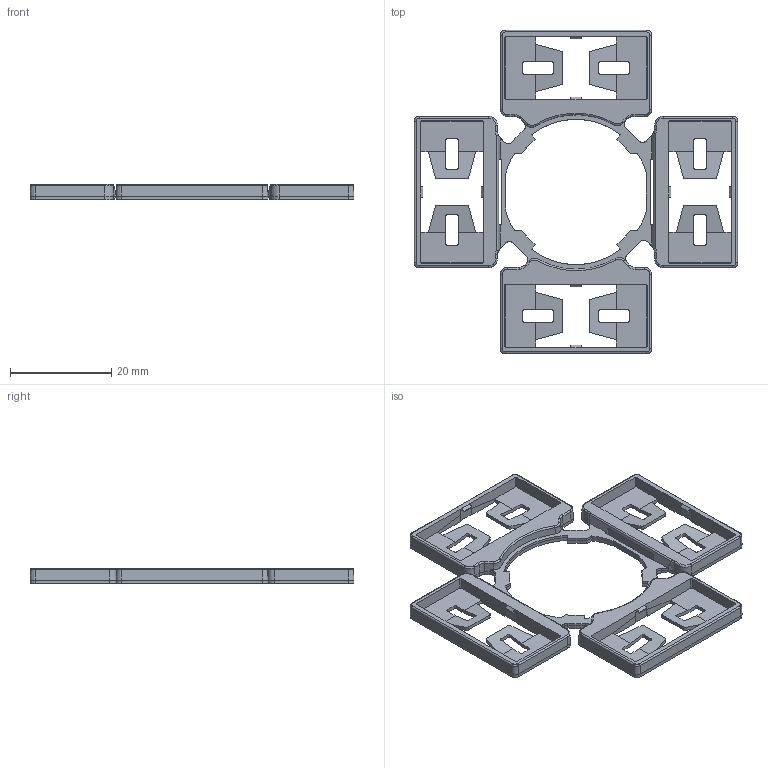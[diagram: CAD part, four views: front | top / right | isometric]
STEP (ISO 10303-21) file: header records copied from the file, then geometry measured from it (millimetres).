
FILE_DESCRIPTION(/* description */ (''),/* implementation_level */ '2;1');
FILE_NAME(/* name */ 'FILE_STP_CAD_DRAWING_3d_LPXAU101_prt.stp',/* time_stamp */ '2021-09-08T14:01:36+02:00',/* author */ (''),/* organization */ (''),/* preprocessor_version */ 'ST-DEVELOPER v16.7',/* originating_system */ 'SIEMENS PLM Software NX 12.0',/* authorisation */ '');
FILE_SCHEMA (('AUTOMOTIVE_DESIGN { 1 0 10303 214 3 1 1 1 }'));
Length unit declared in the file: millimetre
Products named in the file (1): 3d_LPXAU101
Bounding box: 63.98 x 63.98 x 3 mm (x, y, z)
Surface area: 5481.9 mm2 (no closed solid volume)
Topology: 0 solids, 1 shells, 629 faces, 1749 edges, 1103 vertices
Faces by surface type: plane 379, cylinder 98, cone 82, bspline 32, extrusion 20, torus 18
Entity records: 21113 total; most frequent: CARTESIAN_POINT 5358, ORIENTED_EDGE 3402, DIRECTION 3053, EDGE_CURVE 1741, VECTOR 1143, LINE 1123, VERTEX_POINT 1098, AXIS2_PLACEMENT_3D 955
